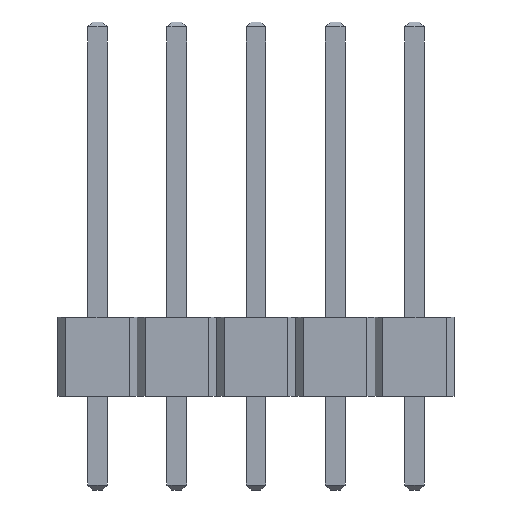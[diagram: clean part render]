
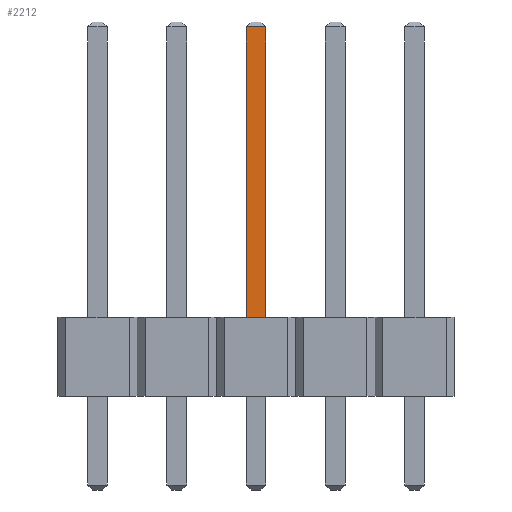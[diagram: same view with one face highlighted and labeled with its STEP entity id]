
A CAD part, left-side view. The second image highlights one B-rep face of the part: STEP entity #2212.
In plain terms, the highlighted planar face has unit normal (-1, 0, 0).
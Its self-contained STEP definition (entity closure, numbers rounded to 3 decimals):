
#131=FACE_OUTER_BOUND('',#265,.T.);
#265=EDGE_LOOP('',(#1878,#1879,#1880,#1881));
#329=LINE('',#3011,#625);
#359=LINE('',#3072,#655);
#554=LINE('',#3470,#850);
#555=LINE('',#3471,#851);
#625=VECTOR('',#2420,1.);
#655=VECTOR('',#2468,1.);
#850=VECTOR('',#2857,1.);
#851=VECTOR('',#2858,10.);
#920=VERTEX_POINT('',#3009);
#921=VERTEX_POINT('',#3010);
#942=VERTEX_POINT('',#3066);
#943=VERTEX_POINT('',#3070);
#1105=EDGE_CURVE('',#920,#921,#329,.T.);
#1135=EDGE_CURVE('',#942,#943,#359,.T.);
#1330=EDGE_CURVE('',#921,#943,#554,.T.);
#1331=EDGE_CURVE('',#942,#920,#555,.T.);
#1878=ORIENTED_EDGE('',*,*,#1330,.F.);
#1879=ORIENTED_EDGE('',*,*,#1105,.F.);
#1880=ORIENTED_EDGE('',*,*,#1331,.F.);
#1881=ORIENTED_EDGE('',*,*,#1135,.T.);
#2053=PLANE('',#2350);
#2212=ADVANCED_FACE('',(#131),#2053,.T.);
#2350=AXIS2_PLACEMENT_3D('',#3469,#2855,#2856);
#2420=DIRECTION('',(0.,1.,0.));
#2468=DIRECTION('',(0.,1.,0.));
#2855=DIRECTION('center_axis',(-1.,0.,0.));
#2856=DIRECTION('ref_axis',(0.,1.,0.));
#2857=DIRECTION('',(0.,0.,1.));
#2858=DIRECTION('',(0.,0.,-1.));
#3009=CARTESIAN_POINT('',(-0.32,-33.34,2.54));
#3010=CARTESIAN_POINT('',(-0.32,-32.7,2.54));
#3011=CARTESIAN_POINT('',(-0.32,-26.195,2.54));
#3066=CARTESIAN_POINT('',(-0.32,-33.34,11.84));
#3070=CARTESIAN_POINT('',(-0.32,-32.7,11.84));
#3072=CARTESIAN_POINT('',(-0.32,-33.34,11.84));
#3469=CARTESIAN_POINT('Origin',(-0.32,-33.34,6.));
#3470=CARTESIAN_POINT('',(-0.32,-32.7,0.46));
#3471=CARTESIAN_POINT('',(-0.32,-33.34,6.));
